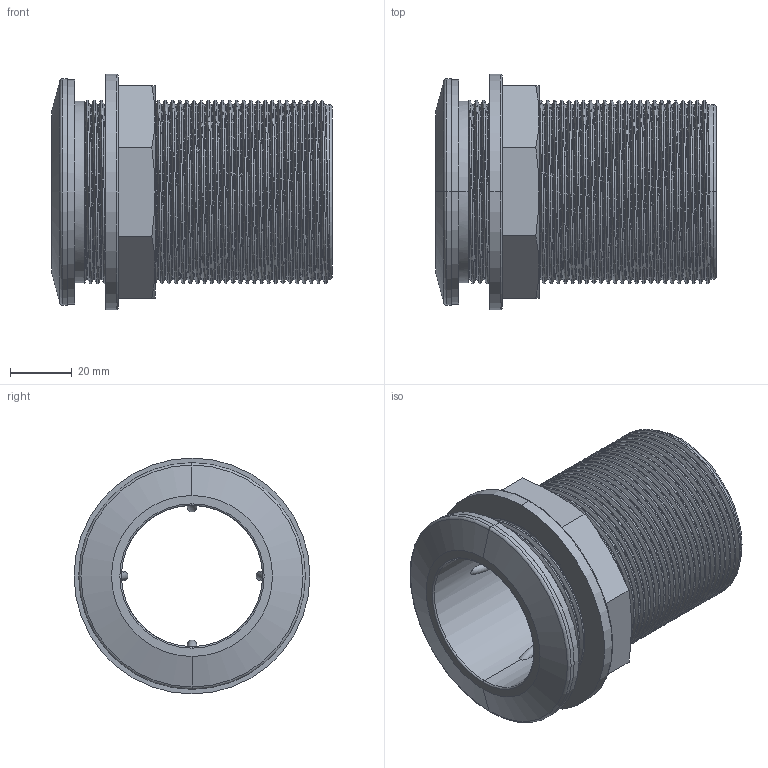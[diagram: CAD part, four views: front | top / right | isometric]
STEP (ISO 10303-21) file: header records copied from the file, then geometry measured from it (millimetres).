
FILE_DESCRIPTION (( 'STEP AP203' ), '1' );
FILE_NAME ('00312_1515.STEP', '2017-05-17T14:33:27', ( '' ), ( '' ), 'SwSTEP 2.0', 'SolidWorks 2011', '' );
FILE_SCHEMA (( 'CONFIG_CONTROL_DESIGN' ));
Length unit declared in the file: millimetre
Products named in the file (4): 00312_1515; 00190_1515; 00115_1515; 00315_1515
Assembly tree (3 placements, depth 2):
  00312_1515
    00315_1515
    00190_1515
    00115_1515
Bounding box: 91 x 76.5 x 76.5 mm (x, y, z)
Volume: 124633.8 mm3; surface area: 61624.3 mm2
Topology: 3 solids, 3 shells, 166 faces, 445 edges, 287 vertices
Faces by surface type: cylinder 101, plane 26, torus 17, cone 12, bspline 10
Entity records: 24659 total; most frequent: CARTESIAN_POINT 20662, ORIENTED_EDGE 890, DIRECTION 639, EDGE_CURVE 445, VERTEX_POINT 287, AXIS2_PLACEMENT_3D 250, EDGE_LOOP 174, ADVANCED_FACE 166
